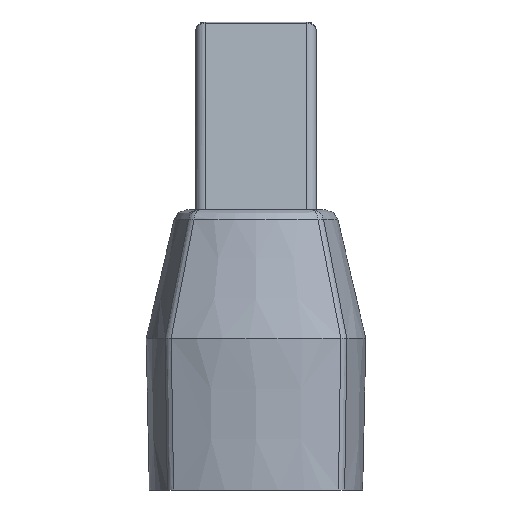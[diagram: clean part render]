
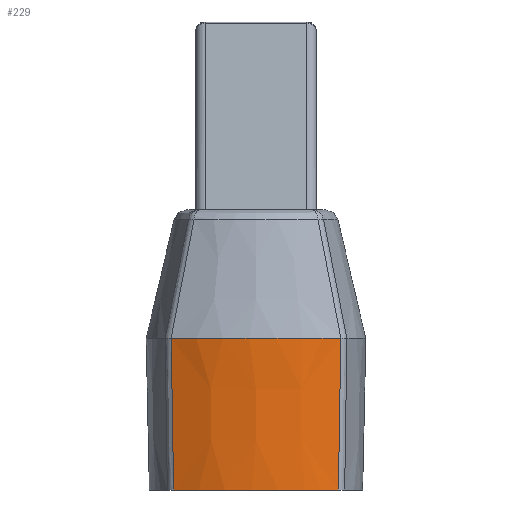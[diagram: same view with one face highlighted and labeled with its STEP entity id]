
A CAD part, left-side view. The second image highlights one B-rep face of the part: STEP entity #229.
In plain terms, the highlighted free-form (B-spline) face has degree [3, 3] with [10, 4] control points.
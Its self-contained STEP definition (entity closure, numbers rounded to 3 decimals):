
#229 = ADVANCED_FACE( '', ( #505 ), #506, .T. );
#505 = FACE_OUTER_BOUND( '', #1525, .T. );
#506 = B_SPLINE_SURFACE_WITH_KNOTS( '', 3, 3, ( ( #1526, #1527, #1528, #1529 ), ( #1530, #1531, #1532, #1533 ), ( #1534, #1535, #1536, #1537 ), ( #1538, #1539, #1540, #1541 ), ( #1542, #1543, #1544, #1545 ), ( #1546, #1547, #1548, #1549 ), ( #1550, #1551, #1552, #1553 ), ( #1554, #1555, #1556, #1557 ), ( #1558, #1559, #1560, #1561 ), ( #1562, #1563, #1564, #1565 ) ), .UNSPECIFIED., .F., .F., .F., ( 4, 2, 2, 2, 4 ), ( 4, 4 ), ( 0., 0.25, 0.5, 0.75, 1. ), ( 0., 1. ), .UNSPECIFIED. );
#1525 = EDGE_LOOP( '', ( #2978, #2979, #2980, #2981 ) );
#1526 = CARTESIAN_POINT( '', ( -13.612, 13.612, 0. ) );
#1527 = CARTESIAN_POINT( '', ( -13.73, 13.73, 7.933 ) );
#1528 = CARTESIAN_POINT( '', ( -13.848, 13.848, 15.867 ) );
#1529 = CARTESIAN_POINT( '', ( -13.965, 13.965, 23.8 ) );
#1530 = CARTESIAN_POINT( '', ( -14.64, 11.501, 0. ) );
#1531 = CARTESIAN_POINT( '', ( -14.774, 11.602, 7.933 ) );
#1532 = CARTESIAN_POINT( '', ( -14.907, 11.704, 15.867 ) );
#1533 = CARTESIAN_POINT( '', ( -15.041, 11.806, 23.8 ) );
#1534 = CARTESIAN_POINT( '', ( -15.428, 9.273, 0. ) );
#1535 = CARTESIAN_POINT( '', ( -15.574, 9.356, 7.933 ) );
#1536 = CARTESIAN_POINT( '', ( -15.72, 9.439, 15.867 ) );
#1537 = CARTESIAN_POINT( '', ( -15.865, 9.522, 23.8 ) );
#1538 = CARTESIAN_POINT( '', ( -16.483, 4.696, 0. ) );
#1539 = CARTESIAN_POINT( '', ( -16.645, 4.739, 7.933 ) );
#1540 = CARTESIAN_POINT( '', ( -16.808, 4.782, 15.867 ) );
#1541 = CARTESIAN_POINT( '', ( -16.97, 4.825, 23.8 ) );
#1542 = CARTESIAN_POINT( '', ( -16.75, 2.348, 0. ) );
#1543 = CARTESIAN_POINT( '', ( -16.917, 2.37, 7.933 ) );
#1544 = CARTESIAN_POINT( '', ( -17.083, 2.391, 15.867 ) );
#1545 = CARTESIAN_POINT( '', ( -17.25, 2.412, 23.8 ) );
#1546 = CARTESIAN_POINT( '', ( -16.75, -2.348, 0. ) );
#1547 = CARTESIAN_POINT( '', ( -16.917, -2.37, 7.933 ) );
#1548 = CARTESIAN_POINT( '', ( -17.083, -2.391, 15.867 ) );
#1549 = CARTESIAN_POINT( '', ( -17.25, -2.412, 23.8 ) );
#1550 = CARTESIAN_POINT( '', ( -16.483, -4.696, 0. ) );
#1551 = CARTESIAN_POINT( '', ( -16.645, -4.739, 7.933 ) );
#1552 = CARTESIAN_POINT( '', ( -16.808, -4.782, 15.867 ) );
#1553 = CARTESIAN_POINT( '', ( -16.97, -4.825, 23.8 ) );
#1554 = CARTESIAN_POINT( '', ( -15.428, -9.273, 0. ) );
#1555 = CARTESIAN_POINT( '', ( -15.574, -9.356, 7.933 ) );
#1556 = CARTESIAN_POINT( '', ( -15.72, -9.439, 15.867 ) );
#1557 = CARTESIAN_POINT( '', ( -15.865, -9.522, 23.8 ) );
#1558 = CARTESIAN_POINT( '', ( -14.64, -11.501, 0. ) );
#1559 = CARTESIAN_POINT( '', ( -14.774, -11.602, 7.933 ) );
#1560 = CARTESIAN_POINT( '', ( -14.907, -11.704, 15.867 ) );
#1561 = CARTESIAN_POINT( '', ( -15.041, -11.806, 23.8 ) );
#1562 = CARTESIAN_POINT( '', ( -13.612, -13.612, 0. ) );
#1563 = CARTESIAN_POINT( '', ( -13.73, -13.73, 7.933 ) );
#1564 = CARTESIAN_POINT( '', ( -13.848, -13.848, 15.867 ) );
#1565 = CARTESIAN_POINT( '', ( -13.965, -13.965, 23.8 ) );
#2978 = ORIENTED_EDGE( '', *, *, #3561, .T. );
#2979 = ORIENTED_EDGE( '', *, *, #3592, .T. );
#2980 = ORIENTED_EDGE( '', *, *, #3478, .F. );
#2981 = ORIENTED_EDGE( '', *, *, #3593, .T. );
#3478 = EDGE_CURVE( '', #3885, #3886, #3887, .T. );
#3561 = EDGE_CURVE( '', #4002, #4000, #4003, .T. );
#3592 = EDGE_CURVE( '', #4000, #3886, #4043, .T. );
#3593 = EDGE_CURVE( '', #3885, #4002, #4044, .T. );
#3885 = VERTEX_POINT( '', #4578 );
#3886 = VERTEX_POINT( '', #4579 );
#3887 = B_SPLINE_CURVE_WITH_KNOTS( '', 3, ( #4580, #4581, #4582, #4583, #4584, #4585, #4586, #4587, #4588, #4589 ), .UNSPECIFIED., .F., .F., ( 4, 2, 2, 2, 4 ), ( 0.025, 0.25, 0.5, 0.75, 0.975 ), .UNSPECIFIED. );
#4000 = VERTEX_POINT( '', #4931 );
#4002 = VERTEX_POINT( '', #4945 );
#4003 = B_SPLINE_CURVE_WITH_KNOTS( '', 3, ( #4946, #4947, #4948, #4949, #4950, #4951, #4952, #4953, #4954, #4955 ), .UNSPECIFIED., .F., .F., ( 4, 2, 2, 2, 4 ), ( 0.026, 0.25, 0.5, 0.75, 0.974 ), .UNSPECIFIED. );
#4043 = B_SPLINE_CURVE_WITH_KNOTS( '', 3, ( #5045, #5046, #5047, #5048 ), .UNSPECIFIED., .F., .F., ( 4, 4 ), ( 0., 0.024 ), .UNSPECIFIED. );
#4044 = B_SPLINE_CURVE_WITH_KNOTS( '', 3, ( #5049, #5050, #5051, #5052 ), .UNSPECIFIED., .F., .F., ( 4, 4 ), ( 0., 0.024 ), .UNSPECIFIED. );
#4578 = CARTESIAN_POINT( '', ( -14.278, 13.318, 23.8 ) );
#4579 = CARTESIAN_POINT( '', ( -14.278, -13.318, 23.8 ) );
#4580 = CARTESIAN_POINT( '', ( -14.278, 13.318, 23.8 ) );
#4581 = CARTESIAN_POINT( '', ( -15.202, 11.351, 23.8 ) );
#4582 = CARTESIAN_POINT( '', ( -15.92, 9.288, 23.8 ) );
#4583 = CARTESIAN_POINT( '', ( -16.97, 4.825, 23.8 ) );
#4584 = CARTESIAN_POINT( '', ( -17.25, 2.412, 23.8 ) );
#4585 = CARTESIAN_POINT( '', ( -17.25, -2.412, 23.8 ) );
#4586 = CARTESIAN_POINT( '', ( -16.97, -4.825, 23.8 ) );
#4587 = CARTESIAN_POINT( '', ( -15.92, -9.288, 23.8 ) );
#4588 = CARTESIAN_POINT( '', ( -15.202, -11.351, 23.8 ) );
#4589 = CARTESIAN_POINT( '', ( -14.278, -13.318, 23.8 ) );
#4931 = CARTESIAN_POINT( '', ( -13.928, -12.942, 0. ) );
#4945 = CARTESIAN_POINT( '', ( -13.928, 12.942, 0. ) );
#4946 = CARTESIAN_POINT( '', ( -13.928, 12.942, 0. ) );
#4947 = CARTESIAN_POINT( '', ( -14.803, 11.032, 0. ) );
#4948 = CARTESIAN_POINT( '', ( -15.483, 9.032, 0. ) );
#4949 = CARTESIAN_POINT( '', ( -16.483, 4.696, 0. ) );
#4950 = CARTESIAN_POINT( '', ( -16.75, 2.348, 0. ) );
#4951 = CARTESIAN_POINT( '', ( -16.75, -2.348, 0. ) );
#4952 = CARTESIAN_POINT( '', ( -16.483, -4.696, 0. ) );
#4953 = CARTESIAN_POINT( '', ( -15.483, -9.032, 0. ) );
#4954 = CARTESIAN_POINT( '', ( -14.803, -11.032, 0. ) );
#4955 = CARTESIAN_POINT( '', ( -13.928, -12.942, 0. ) );
#5045 = CARTESIAN_POINT( '', ( -13.928, -12.942, 0. ) );
#5046 = CARTESIAN_POINT( '', ( -14.045, -13.068, 7.933 ) );
#5047 = CARTESIAN_POINT( '', ( -14.162, -13.193, 15.867 ) );
#5048 = CARTESIAN_POINT( '', ( -14.278, -13.318, 23.8 ) );
#5049 = CARTESIAN_POINT( '', ( -14.278, 13.318, 23.8 ) );
#5050 = CARTESIAN_POINT( '', ( -14.162, 13.193, 15.867 ) );
#5051 = CARTESIAN_POINT( '', ( -14.045, 13.068, 7.933 ) );
#5052 = CARTESIAN_POINT( '', ( -13.928, 12.942, 0. ) );
